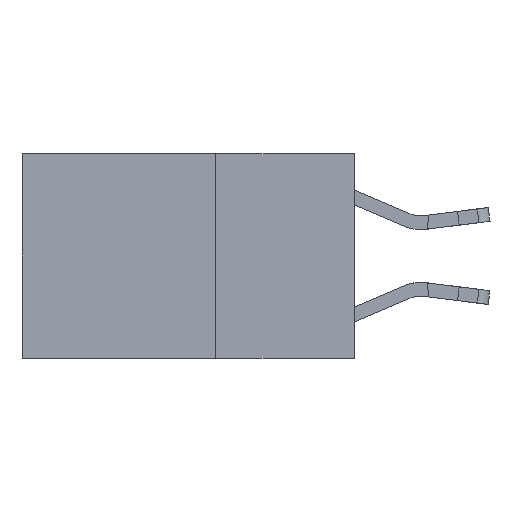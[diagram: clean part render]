
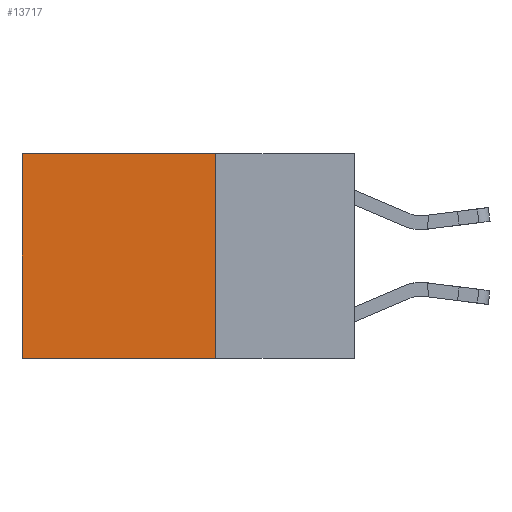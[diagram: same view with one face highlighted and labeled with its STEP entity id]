
A CAD part, left-side view. The second image highlights one B-rep face of the part: STEP entity #13717.
In plain terms, the highlighted planar face has unit normal (-1, 0, 0).
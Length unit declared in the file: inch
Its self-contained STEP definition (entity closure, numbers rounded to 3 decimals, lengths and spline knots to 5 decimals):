
#9 = CARTESIAN_POINT ( 'NONE',  ( 0.2625, 0.25, 0. ) ) ;
#126 = VECTOR ( 'NONE', #5411, 39.37008 ) ;
#382 = CARTESIAN_POINT ( 'NONE',  ( 0.2625, 0.6, -0.37 ) ) ;
#477 = LINE ( 'NONE', #9, #126 ) ;
#528 = ORIENTED_EDGE ( 'NONE', *, *, #4647, .F. ) ;
#973 = CARTESIAN_POINT ( 'NONE',  ( 0.2625, 0.25, -0.37 ) ) ;
#1166 = VECTOR ( 'NONE', #8421, 39.37008 ) ;
#1649 = AXIS2_PLACEMENT_3D ( 'NONE', #8338, #1941, #9395 ) ;
#1928 = DIRECTION ( 'NONE',  ( 0., 0., -1. ) ) ;
#1941 = DIRECTION ( 'NONE',  ( 1., 0., 0. ) ) ;
#2590 = VECTOR ( 'NONE', #1928, 39.37008 ) ;
#3719 = ORIENTED_EDGE ( 'NONE', *, *, #4538, .T. ) ;
#4538 = EDGE_CURVE ( 'NONE', #12381, #7020, #7223, .T. ) ;
#4647 = EDGE_CURVE ( 'NONE', #12381, #10329, #477, .T. ) ;
#4905 = CARTESIAN_POINT ( 'NONE',  ( 0.2625, 0.25, -0.37 ) ) ;
#5149 = PLANE ( 'NONE',  #1649 ) ;
#5411 = DIRECTION ( 'NONE',  ( 0., 0., -1. ) ) ;
#5766 = EDGE_LOOP ( 'NONE', ( #13332, #11553, #528, #3719 ) ) ;
#7020 = VERTEX_POINT ( 'NONE', #13152 ) ;
#7223 = LINE ( 'NONE', #13640, #1166 ) ;
#8338 = CARTESIAN_POINT ( 'NONE',  ( 0.2625, 0.25, 0. ) ) ;
#8421 = DIRECTION ( 'NONE',  ( 0., 1., 0. ) ) ;
#8747 = CARTESIAN_POINT ( 'NONE',  ( 0.2625, 0.25, 0. ) ) ;
#9380 = CARTESIAN_POINT ( 'NONE',  ( 0.2625, 0.6, 0. ) ) ;
#9395 = DIRECTION ( 'NONE',  ( 0., 0., -1. ) ) ;
#9944 = VECTOR ( 'NONE', #13340, 39.37008 ) ;
#10215 = FACE_OUTER_BOUND ( 'NONE', #5766, .T. ) ;
#10329 = VERTEX_POINT ( 'NONE', #973 ) ;
#10748 = LINE ( 'NONE', #9380, #2590 ) ;
#11553 = ORIENTED_EDGE ( 'NONE', *, *, #11976, .F. ) ;
#11976 = EDGE_CURVE ( 'NONE', #10329, #13418, #13050, .T. ) ;
#12148 = EDGE_CURVE ( 'NONE', #7020, #13418, #10748, .T. ) ;
#12381 = VERTEX_POINT ( 'NONE', #8747 ) ;
#13050 = LINE ( 'NONE', #4905, #9944 ) ;
#13152 = CARTESIAN_POINT ( 'NONE',  ( 0.2625, 0.6, 0. ) ) ;
#13332 = ORIENTED_EDGE ( 'NONE', *, *, #12148, .T. ) ;
#13340 = DIRECTION ( 'NONE',  ( 0., 1., 0. ) ) ;
#13418 = VERTEX_POINT ( 'NONE', #382 ) ;
#13640 = CARTESIAN_POINT ( 'NONE',  ( 0.2625, 0.25, 0. ) ) ;
#13717 = ADVANCED_FACE ( 'NONE', ( #10215 ), #5149, .F. ) ;
